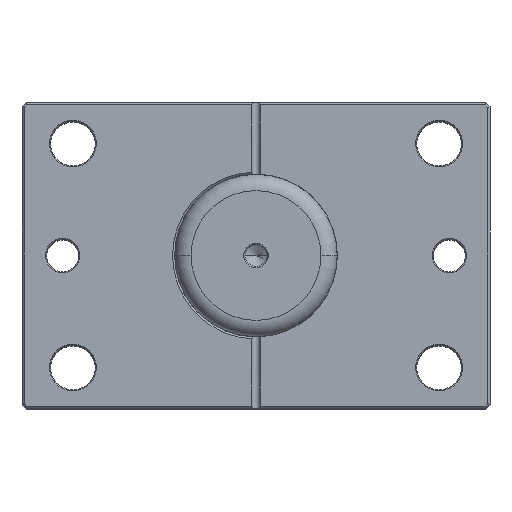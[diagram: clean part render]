
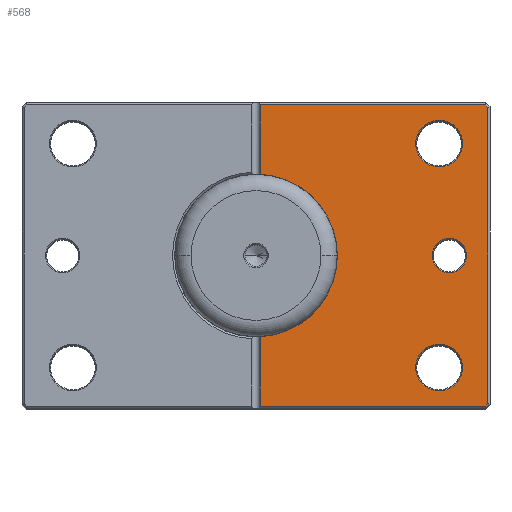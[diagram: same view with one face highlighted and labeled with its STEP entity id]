
A CAD part, top view. The second image highlights one B-rep face of the part: STEP entity #568.
In plain terms, the highlighted face is planar.
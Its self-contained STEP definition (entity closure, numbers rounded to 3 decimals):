
#32 = DIRECTION ( 'NONE',  ( -1., 0., 0. ) ) ;
#181 = DIRECTION ( 'NONE',  ( 1., 0., 0. ) ) ;
#274 = CARTESIAN_POINT ( 'NONE',  ( -90., 55., 0. ) ) ;
#387 = AXIS2_PLACEMENT_3D ( 'NONE', #6867, #3540, #181 ) ;
#419 = DIRECTION ( 'NONE',  ( 1., 0., 0. ) ) ;
#420 = ORIENTED_EDGE ( 'NONE', *, *, #536, .T. ) ;
#536 = EDGE_CURVE ( 'NONE', #1539, #4513, #5570, .T. ) ;
#568 = ADVANCED_FACE ( 'NONE', ( #3754, #772, #6699, #5222 ), #2147, .F. ) ;
#666 = EDGE_CURVE ( 'NONE', #2634, #6815, #1927, .T. ) ;
#772 = FACE_BOUND ( 'NONE', #1739, .T. ) ;
#793 = LINE ( 'NONE', #6717, #1779 ) ;
#842 = DIRECTION ( 'NONE',  ( 1., 0., 0. ) ) ;
#855 = DIRECTION ( 'NONE',  ( 0., 0., 1. ) ) ;
#1006 = CIRCLE ( 'NONE', #3801, 40. ) ;
#1092 = EDGE_CURVE ( 'NONE', #6897, #2156, #5388, .T. ) ;
#1119 = ORIENTED_EDGE ( 'NONE', *, *, #2518, .T. ) ;
#1205 = ORIENTED_EDGE ( 'NONE', *, *, #4782, .T. ) ;
#1260 = EDGE_CURVE ( 'NONE', #5221, #5748, #3051, .T. ) ;
#1261 = VERTEX_POINT ( 'NONE', #5659 ) ;
#1271 = EDGE_CURVE ( 'NONE', #4493, #2834, #2708, .T. ) ;
#1277 = DIRECTION ( 'NONE',  ( 0., -1., 0. ) ) ;
#1503 = CARTESIAN_POINT ( 'NONE',  ( -93.293, -93.293, 0. ) ) ;
#1539 = VERTEX_POINT ( 'NONE', #4996 ) ;
#1591 = CARTESIAN_POINT ( 'NONE',  ( -2., 75., 0. ) ) ;
#1640 = EDGE_CURVE ( 'NONE', #5760, #2634, #2260, .T. ) ;
#1684 = AXIS2_PLACEMENT_3D ( 'NONE', #5487, #5532, #5631 ) ;
#1703 = ORIENTED_EDGE ( 'NONE', *, *, #1271, .T. ) ;
#1709 = CARTESIAN_POINT ( 'NONE',  ( -40., 0., 0. ) ) ;
#1724 = CIRCLE ( 'NONE', #2023, 11.5 ) ;
#1726 = AXIS2_PLACEMENT_3D ( 'NONE', #7265, #6674, #6806 ) ;
#1739 = EDGE_LOOP ( 'NONE', ( #420, #5542 ) ) ;
#1779 = VECTOR ( 'NONE', #32, 1000. ) ;
#1845 = DIRECTION ( 'NONE',  ( 0., -1., 0. ) ) ;
#1927 = LINE ( 'NONE', #1591, #5829 ) ;
#1973 = DIRECTION ( 'NONE',  ( 1., 0., 0. ) ) ;
#1975 = CARTESIAN_POINT ( 'NONE',  ( -86.5, 0., 0. ) ) ;
#2023 = AXIS2_PLACEMENT_3D ( 'NONE', #7110, #3783, #419 ) ;
#2047 = VERTEX_POINT ( 'NONE', #4206 ) ;
#2147 = PLANE ( 'NONE',  #3980 ) ;
#2156 = VERTEX_POINT ( 'NONE', #6542 ) ;
#2260 = CIRCLE ( 'NONE', #3782, 40. ) ;
#2322 = VECTOR ( 'NONE', #5877, 1000. ) ;
#2333 = CARTESIAN_POINT ( 'NONE',  ( 0., 0., 0. ) ) ;
#2451 = VECTOR ( 'NONE', #4464, 1000. ) ;
#2518 = EDGE_CURVE ( 'NONE', #2047, #7267, #6370, .T. ) ;
#2559 = CARTESIAN_POINT ( 'NONE',  ( -93.293, 93.293, 0. ) ) ;
#2613 = EDGE_LOOP ( 'NONE', ( #4172, #1703 ) ) ;
#2634 = VERTEX_POINT ( 'NONE', #4721 ) ;
#2650 = EDGE_CURVE ( 'NONE', #7267, #2047, #5680, .T. ) ;
#2662 = CARTESIAN_POINT ( 'NONE',  ( -114., 0., 0. ) ) ;
#2708 = CIRCLE ( 'NONE', #1684, 8.5 ) ;
#2750 = ORIENTED_EDGE ( 'NONE', *, *, #3534, .T. ) ;
#2769 = CARTESIAN_POINT ( 'NONE',  ( -95., 0., 0. ) ) ;
#2804 = DIRECTION ( 'NONE',  ( 0., 1., 0. ) ) ;
#2834 = VERTEX_POINT ( 'NONE', #4911 ) ;
#2895 = EDGE_CURVE ( 'NONE', #2834, #4493, #3965, .T. ) ;
#2899 = DIRECTION ( 'NONE',  ( 1., 0., 0. ) ) ;
#3051 = LINE ( 'NONE', #2662, #5651 ) ;
#3112 = CARTESIAN_POINT ( 'NONE',  ( -78.5, -55., 0. ) ) ;
#3304 = DIRECTION ( 'NONE',  ( 1., 0., 0. ) ) ;
#3534 = EDGE_CURVE ( 'NONE', #6815, #6828, #793, .T. ) ;
#3540 = DIRECTION ( 'NONE',  ( 0., 0., 1. ) ) ;
#3630 = ORIENTED_EDGE ( 'NONE', *, *, #1260, .T. ) ;
#3631 = AXIS2_PLACEMENT_3D ( 'NONE', #2769, #6636, #3304 ) ;
#3632 = EDGE_LOOP ( 'NONE', ( #6249, #5293, #5258, #1205, #4195, #4232, #2750, #4306, #3630 ) ) ;
#3719 = CARTESIAN_POINT ( 'NONE',  ( 0., 0., 0. ) ) ;
#3754 = FACE_BOUND ( 'NONE', #2613, .T. ) ;
#3782 = AXIS2_PLACEMENT_3D ( 'NONE', #3719, #855, #1973 ) ;
#3783 = DIRECTION ( 'NONE',  ( 0., 0., 1. ) ) ;
#3801 = AXIS2_PLACEMENT_3D ( 'NONE', #2333, #6214, #2899 ) ;
#3805 = CARTESIAN_POINT ( 'NONE',  ( 0., 0., 0. ) ) ;
#3836 = CARTESIAN_POINT ( 'NONE',  ( -114., -72.586, 0. ) ) ;
#3965 = CIRCLE ( 'NONE', #3631, 8.5 ) ;
#3980 = AXIS2_PLACEMENT_3D ( 'NONE', #3805, #7135, #7109 ) ;
#4021 = CARTESIAN_POINT ( 'NONE',  ( -78.5, 55., 0. ) ) ;
#4083 = LINE ( 'NONE', #1503, #6833 ) ;
#4172 = ORIENTED_EDGE ( 'NONE', *, *, #2895, .T. ) ;
#4195 = ORIENTED_EDGE ( 'NONE', *, *, #1640, .T. ) ;
#4201 = DIRECTION ( 'NONE',  ( 0., 0., 1. ) ) ;
#4206 = CARTESIAN_POINT ( 'NONE',  ( -101.5, 55., 0. ) ) ;
#4232 = ORIENTED_EDGE ( 'NONE', *, *, #666, .T. ) ;
#4306 = ORIENTED_EDGE ( 'NONE', *, *, #5990, .T. ) ;
#4323 = EDGE_CURVE ( 'NONE', #2156, #1261, #6353, .T. ) ;
#4464 = DIRECTION ( 'NONE',  ( 1., 0., 0. ) ) ;
#4493 = VERTEX_POINT ( 'NONE', #1975 ) ;
#4513 = VERTEX_POINT ( 'NONE', #3112 ) ;
#4528 = AXIS2_PLACEMENT_3D ( 'NONE', #274, #4201, #842 ) ;
#4721 = CARTESIAN_POINT ( 'NONE',  ( -2., -39.95, 0. ) ) ;
#4782 = EDGE_CURVE ( 'NONE', #1261, #5760, #1006, .T. ) ;
#4874 = VECTOR ( 'NONE', #1845, 1000. ) ;
#4911 = CARTESIAN_POINT ( 'NONE',  ( -103.5, 0., 0. ) ) ;
#4996 = CARTESIAN_POINT ( 'NONE',  ( -101.5, -55., 0. ) ) ;
#5027 = CARTESIAN_POINT ( 'NONE',  ( -114., 72.586, 0. ) ) ;
#5152 = EDGE_CURVE ( 'NONE', #4513, #1539, #1724, .T. ) ;
#5221 = VERTEX_POINT ( 'NONE', #3836 ) ;
#5222 = FACE_OUTER_BOUND ( 'NONE', #3632, .T. ) ;
#5258 = ORIENTED_EDGE ( 'NONE', *, *, #4323, .T. ) ;
#5293 = ORIENTED_EDGE ( 'NONE', *, *, #1092, .T. ) ;
#5318 = CARTESIAN_POINT ( 'NONE',  ( -112.586, -74., 0. ) ) ;
#5388 = LINE ( 'NONE', #5540, #2451 ) ;
#5487 = CARTESIAN_POINT ( 'NONE',  ( -95., 0., 0. ) ) ;
#5532 = DIRECTION ( 'NONE',  ( 0., 0., 1. ) ) ;
#5540 = CARTESIAN_POINT ( 'NONE',  ( 0., 74., 0. ) ) ;
#5542 = ORIENTED_EDGE ( 'NONE', *, *, #5152, .T. ) ;
#5570 = CIRCLE ( 'NONE', #1726, 11.5 ) ;
#5593 = ORIENTED_EDGE ( 'NONE', *, *, #2650, .T. ) ;
#5631 = DIRECTION ( 'NONE',  ( 1., 0., 0. ) ) ;
#5651 = VECTOR ( 'NONE', #2804, 1000. ) ;
#5659 = CARTESIAN_POINT ( 'NONE',  ( -2., 39.95, 0. ) ) ;
#5680 = CIRCLE ( 'NONE', #4528, 11.5 ) ;
#5748 = VERTEX_POINT ( 'NONE', #5027 ) ;
#5760 = VERTEX_POINT ( 'NONE', #1709 ) ;
#5829 = VECTOR ( 'NONE', #1277, 1000. ) ;
#5877 = DIRECTION ( 'NONE',  ( 0.707, 0.707, 0. ) ) ;
#5990 = EDGE_CURVE ( 'NONE', #6828, #5221, #4083, .T. ) ;
#6214 = DIRECTION ( 'NONE',  ( 0., 0., 1. ) ) ;
#6226 = EDGE_CURVE ( 'NONE', #5748, #6897, #6745, .T. ) ;
#6249 = ORIENTED_EDGE ( 'NONE', *, *, #6226, .T. ) ;
#6353 = LINE ( 'NONE', #6810, #4874 ) ;
#6370 = CIRCLE ( 'NONE', #387, 11.5 ) ;
#6542 = CARTESIAN_POINT ( 'NONE',  ( -2., 74., 0. ) ) ;
#6636 = DIRECTION ( 'NONE',  ( 0., 0., 1. ) ) ;
#6674 = DIRECTION ( 'NONE',  ( 0., 0., 1. ) ) ;
#6699 = FACE_BOUND ( 'NONE', #7117, .T. ) ;
#6717 = CARTESIAN_POINT ( 'NONE',  ( 0., -74., 0. ) ) ;
#6745 = LINE ( 'NONE', #2559, #2322 ) ;
#6806 = DIRECTION ( 'NONE',  ( 1., 0., 0. ) ) ;
#6810 = CARTESIAN_POINT ( 'NONE',  ( -2., 75., 0. ) ) ;
#6815 = VERTEX_POINT ( 'NONE', #6972 ) ;
#6828 = VERTEX_POINT ( 'NONE', #5318 ) ;
#6833 = VECTOR ( 'NONE', #7078, 1000. ) ;
#6867 = CARTESIAN_POINT ( 'NONE',  ( -90., 55., 0. ) ) ;
#6897 = VERTEX_POINT ( 'NONE', #7048 ) ;
#6972 = CARTESIAN_POINT ( 'NONE',  ( -2., -74., 0. ) ) ;
#7048 = CARTESIAN_POINT ( 'NONE',  ( -112.586, 74., 0. ) ) ;
#7078 = DIRECTION ( 'NONE',  ( -0.707, 0.707, 0. ) ) ;
#7109 = DIRECTION ( 'NONE',  ( 1., 0., 0. ) ) ;
#7110 = CARTESIAN_POINT ( 'NONE',  ( -90., -55., 0. ) ) ;
#7117 = EDGE_LOOP ( 'NONE', ( #1119, #5593 ) ) ;
#7135 = DIRECTION ( 'NONE',  ( 0., 0., 1. ) ) ;
#7265 = CARTESIAN_POINT ( 'NONE',  ( -90., -55., 0. ) ) ;
#7267 = VERTEX_POINT ( 'NONE', #4021 ) ;
